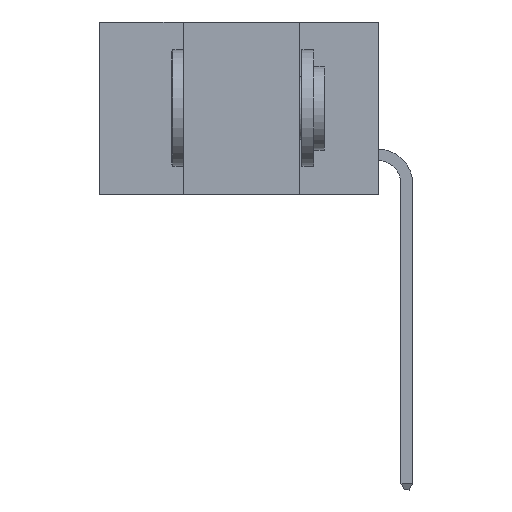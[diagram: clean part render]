
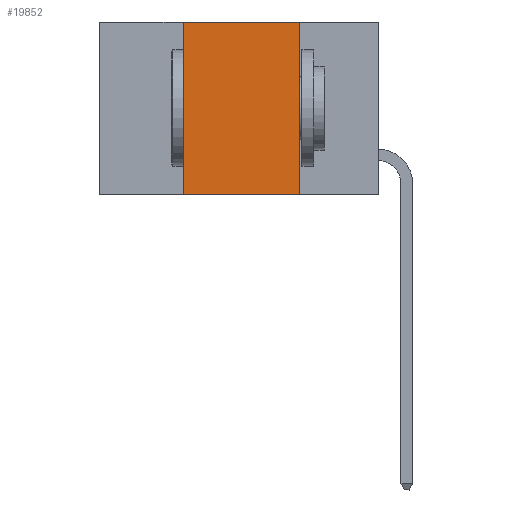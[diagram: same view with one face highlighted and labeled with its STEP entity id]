
A CAD part, left-side view. The second image highlights one B-rep face of the part: STEP entity #19852.
In plain terms, the highlighted planar face has unit normal (-1, 0, 0).
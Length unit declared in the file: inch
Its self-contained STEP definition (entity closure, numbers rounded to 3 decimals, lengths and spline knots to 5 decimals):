
#14 = ORIENTED_EDGE ( 'NONE', *, *, #2845, .F. ) ;
#572 = ORIENTED_EDGE ( 'NONE', *, *, #2017, .T. ) ;
#1520 = CARTESIAN_POINT ( 'NONE',  ( 0., 0.17, 0. ) ) ;
#1629 = CARTESIAN_POINT ( 'NONE',  ( 0., 0.42, -0.37 ) ) ;
#2017 = EDGE_CURVE ( 'NONE', #4422, #14515, #19686, .T. ) ;
#2100 = VERTEX_POINT ( 'NONE', #19245 ) ;
#2554 = EDGE_CURVE ( 'NONE', #5164, #2100, #4119, .T. ) ;
#2845 = EDGE_CURVE ( 'NONE', #2100, #14515, #12573, .T. ) ;
#3795 = VECTOR ( 'NONE', #4262, 39.37008 ) ;
#4119 = LINE ( 'NONE', #15003, #17429 ) ;
#4262 = DIRECTION ( 'NONE',  ( 0., 0., 1. ) ) ;
#4422 = VERTEX_POINT ( 'NONE', #1629 ) ;
#4734 = VECTOR ( 'NONE', #22526, 39.37008 ) ;
#5164 = VERTEX_POINT ( 'NONE', #7139 ) ;
#5312 = EDGE_CURVE ( 'NONE', #4422, #5164, #18212, .T. ) ;
#6001 = CARTESIAN_POINT ( 'NONE',  ( 0., 0.42, 0. ) ) ;
#7139 = CARTESIAN_POINT ( 'NONE',  ( 0., 0.42, 0. ) ) ;
#8902 = PLANE ( 'NONE',  #17843 ) ;
#10114 = CARTESIAN_POINT ( 'NONE',  ( 0., 0.17, -0.37 ) ) ;
#10721 = DIRECTION ( 'NONE',  ( 1., 0., 0. ) ) ;
#10760 = ORIENTED_EDGE ( 'NONE', *, *, #5312, .F. ) ;
#11995 = VECTOR ( 'NONE', #18872, 39.37008 ) ;
#12459 = ORIENTED_EDGE ( 'NONE', *, *, #2554, .F. ) ;
#12573 = LINE ( 'NONE', #1520, #11995 ) ;
#14515 = VERTEX_POINT ( 'NONE', #10114 ) ;
#15003 = CARTESIAN_POINT ( 'NONE',  ( 0., 0.6, 0. ) ) ;
#17399 = FACE_OUTER_BOUND ( 'NONE', #18068, .T. ) ;
#17429 = VECTOR ( 'NONE', #18662, 39.37008 ) ;
#17843 = AXIS2_PLACEMENT_3D ( 'NONE', #21486, #10721, #23199 ) ;
#18068 = EDGE_LOOP ( 'NONE', ( #14, #12459, #10760, #572 ) ) ;
#18212 = LINE ( 'NONE', #6001, #3795 ) ;
#18662 = DIRECTION ( 'NONE',  ( 0., -1., 0. ) ) ;
#18872 = DIRECTION ( 'NONE',  ( 0., 0., -1. ) ) ;
#19245 = CARTESIAN_POINT ( 'NONE',  ( 0., 0.17, 0. ) ) ;
#19686 = LINE ( 'NONE', #22914, #4734 ) ;
#19852 = ADVANCED_FACE ( 'NONE', ( #17399 ), #8902, .F. ) ;
#21486 = CARTESIAN_POINT ( 'NONE',  ( 0., 0.6, 0. ) ) ;
#22526 = DIRECTION ( 'NONE',  ( 0., -1., 0. ) ) ;
#22914 = CARTESIAN_POINT ( 'NONE',  ( 0., 0.6, -0.37 ) ) ;
#23199 = DIRECTION ( 'NONE',  ( 0., 0., -1. ) ) ;
